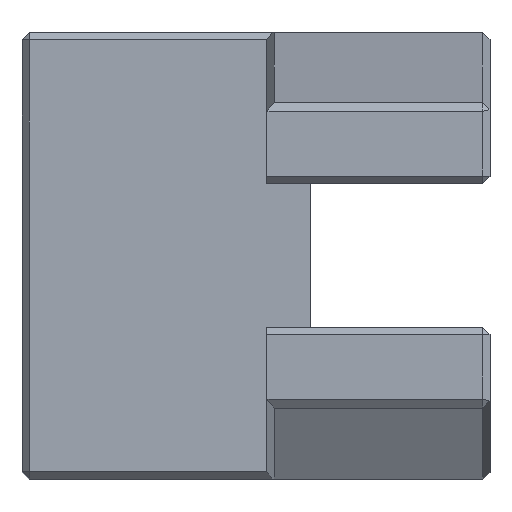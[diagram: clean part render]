
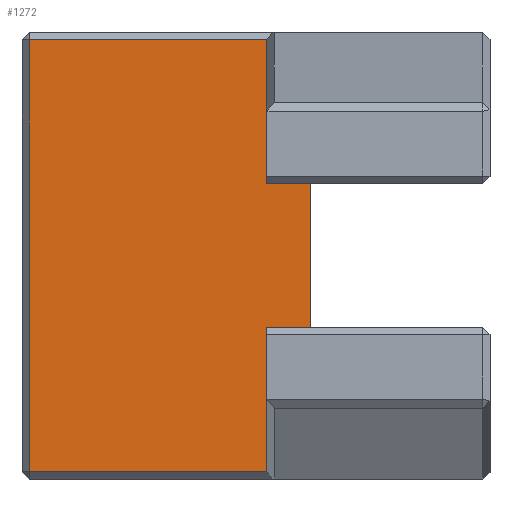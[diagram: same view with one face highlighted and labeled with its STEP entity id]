
A CAD part, top view. The second image highlights one B-rep face of the part: STEP entity #1272.
In plain terms, the highlighted planar face has unit normal (0, 0, 1).
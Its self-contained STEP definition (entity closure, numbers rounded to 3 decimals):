
#134=FACE_OUTER_BOUND('',#221,.T.);
#221=EDGE_LOOP('',(#1086,#1087,#1088,#1089,#1090,#1091,#1092,#1093,#1094,
#1095));
#274=LINE('',#1834,#415);
#288=LINE('',#1864,#429);
#291=LINE('',#1869,#432);
#310=LINE('',#1915,#451);
#333=LINE('',#1974,#474);
#336=LINE('',#1984,#477);
#356=LINE('',#2026,#497);
#357=LINE('',#2028,#498);
#360=LINE('',#2032,#501);
#367=LINE('',#2048,#508);
#415=VECTOR('',#1466,10.);
#429=VECTOR('',#1490,10.);
#432=VECTOR('',#1497,10.);
#451=VECTOR('',#1536,10.);
#474=VECTOR('',#1581,10.);
#477=VECTOR('',#1590,10.);
#497=VECTOR('',#1628,10.);
#498=VECTOR('',#1631,10.);
#501=VECTOR('',#1636,10.);
#508=VECTOR('',#1653,10.);
#549=VERTEX_POINT('',#1831);
#550=VERTEX_POINT('',#1833);
#560=VERTEX_POINT('',#1861);
#561=VERTEX_POINT('',#1863);
#577=VERTEX_POINT('',#1912);
#578=VERTEX_POINT('',#1914);
#595=VERTEX_POINT('',#1972);
#599=VERTEX_POINT('',#1982);
#606=VERTEX_POINT('',#2004);
#611=VERTEX_POINT('',#2017);
#668=EDGE_CURVE('',#549,#550,#274,.F.);
#683=EDGE_CURVE('',#561,#560,#288,.T.);
#686=EDGE_CURVE('',#560,#550,#291,.T.);
#708=EDGE_CURVE('',#578,#577,#310,.T.);
#736=EDGE_CURVE('',#577,#595,#333,.T.);
#741=EDGE_CURVE('',#595,#599,#336,.T.);
#762=EDGE_CURVE('',#611,#578,#356,.T.);
#763=EDGE_CURVE('',#611,#606,#357,.T.);
#766=EDGE_CURVE('',#606,#549,#360,.T.);
#775=EDGE_CURVE('',#599,#561,#367,.T.);
#1086=ORIENTED_EDGE('',*,*,#762,.T.);
#1087=ORIENTED_EDGE('',*,*,#708,.T.);
#1088=ORIENTED_EDGE('',*,*,#736,.T.);
#1089=ORIENTED_EDGE('',*,*,#741,.T.);
#1090=ORIENTED_EDGE('',*,*,#775,.T.);
#1091=ORIENTED_EDGE('',*,*,#683,.T.);
#1092=ORIENTED_EDGE('',*,*,#686,.T.);
#1093=ORIENTED_EDGE('',*,*,#668,.F.);
#1094=ORIENTED_EDGE('',*,*,#766,.F.);
#1095=ORIENTED_EDGE('',*,*,#763,.F.);
#1207=PLANE('',#1383);
#1272=ADVANCED_FACE('',(#134),#1207,.T.);
#1383=AXIS2_PLACEMENT_3D('',#2089,#1702,#1703);
#1466=DIRECTION('',(0.697,0.717,0.));
#1490=DIRECTION('',(-1.,0.,0.));
#1497=DIRECTION('',(0.,1.,0.));
#1536=DIRECTION('',(-0.697,0.717,0.));
#1581=DIRECTION('',(0.,1.,0.));
#1590=DIRECTION('',(1.,0.,0.));
#1628=DIRECTION('',(1.,0.,0.));
#1631=DIRECTION('',(0.,1.,0.));
#1636=DIRECTION('',(1.,0.,0.));
#1653=DIRECTION('',(0.,1.,0.));
#1702=DIRECTION('center_axis',(0.,0.,1.));
#1703=DIRECTION('ref_axis',(1.,0.,0.));
#1831=CARTESIAN_POINT('',(34.027,61.,30.));
#1833=CARTESIAN_POINT('',(34.,60.972,30.));
#1834=CARTESIAN_POINT('',(25.082,51.805,30.));
#1861=CARTESIAN_POINT('',(34.,41.,30.));
#1863=CARTESIAN_POINT('',(40.,41.,30.));
#1864=CARTESIAN_POINT('',(48.75,41.,30.));
#1869=CARTESIAN_POINT('',(34.,38.75,30.));
#1912=CARTESIAN_POINT('',(34.,1.028,30.));
#1914=CARTESIAN_POINT('',(34.027,1.,30.));
#1915=CARTESIAN_POINT('',(25.082,10.195,30.));
#1972=CARTESIAN_POINT('',(34.,21.,30.));
#1974=CARTESIAN_POINT('',(34.,23.25,30.));
#1982=CARTESIAN_POINT('',(40.,21.,30.));
#1984=CARTESIAN_POINT('',(48.75,21.,30.));
#2004=CARTESIAN_POINT('',(1.,61.,30.));
#2017=CARTESIAN_POINT('',(1.,1.,30.));
#2026=CARTESIAN_POINT('',(24.375,1.,30.));
#2028=CARTESIAN_POINT('',(1.,46.5,30.));
#2032=CARTESIAN_POINT('',(48.75,61.,30.));
#2048=CARTESIAN_POINT('',(40.,51.25,30.));
#2089=CARTESIAN_POINT('Origin',(32.5,31.,30.));
